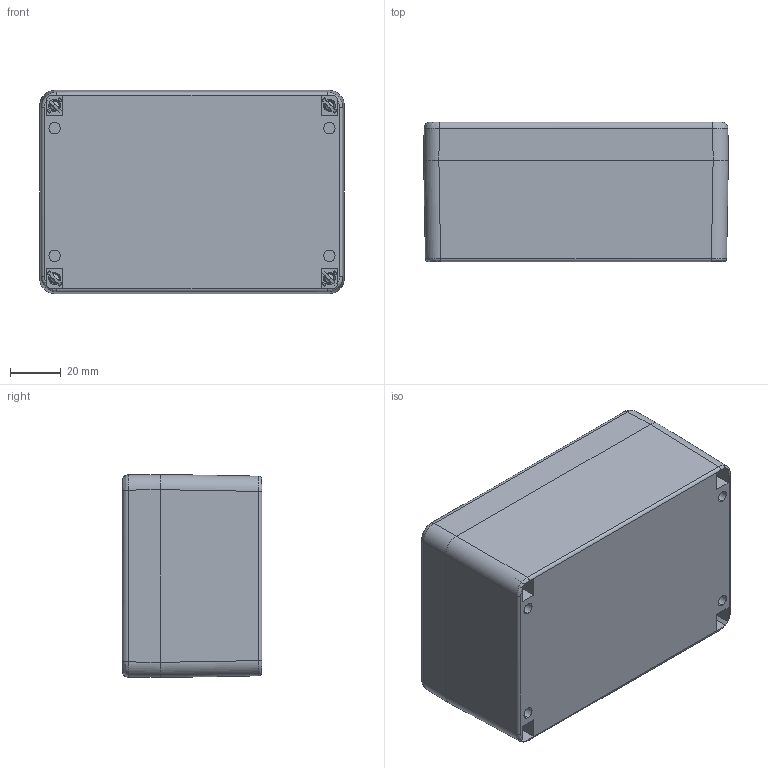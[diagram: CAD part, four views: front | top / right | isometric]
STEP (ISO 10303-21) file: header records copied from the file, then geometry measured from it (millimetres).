
FILE_DESCRIPTION (( 'STEP AP214' ), '1' );
FILE_NAME ('2366-1208-05-00.step', '2023-11-08T07:14:05', ( '' ), ( '' ), 'SwSTEP 2.0', 'SolidWorks 2019', '' );
FILE_SCHEMA (( 'AUTOMOTIVE_DESIGN' ));
Length unit declared in the file: millimetre
Products named in the file (5): 2366-1208-05-00; Unterteil^2366-1208-05-00; Deckelschraube_3,5x14,5; Deckel^2366-1208-05-00
Assembly tree (7 placements, depth 3):
  2366-1208-05-00
    2366-1208-05-00
      Deckelschraube_3,5x14,5  x4
      Unterteil^2366-1208-05-00
      Deckel^2366-1208-05-00
Bounding box: 120 x 55 x 80 mm (x, y, z)
Volume: 136390.9 mm3; surface area: 93709.1 mm2
Topology: 10 solids, 10 shells, 609 faces, 1620 edges, 1044 vertices
Faces by surface type: plane 281, cylinder 184, cone 72, bspline 48, sphere 16, torus 8
Entity records: 18439 total; most frequent: CARTESIAN_POINT 6947, ORIENTED_EDGE 2258, DIRECTION 2189, EDGE_CURVE 1129, AXIS2_PLACEMENT_3D 795, VERTEX_POINT 743, VECTOR 599, LINE 599
